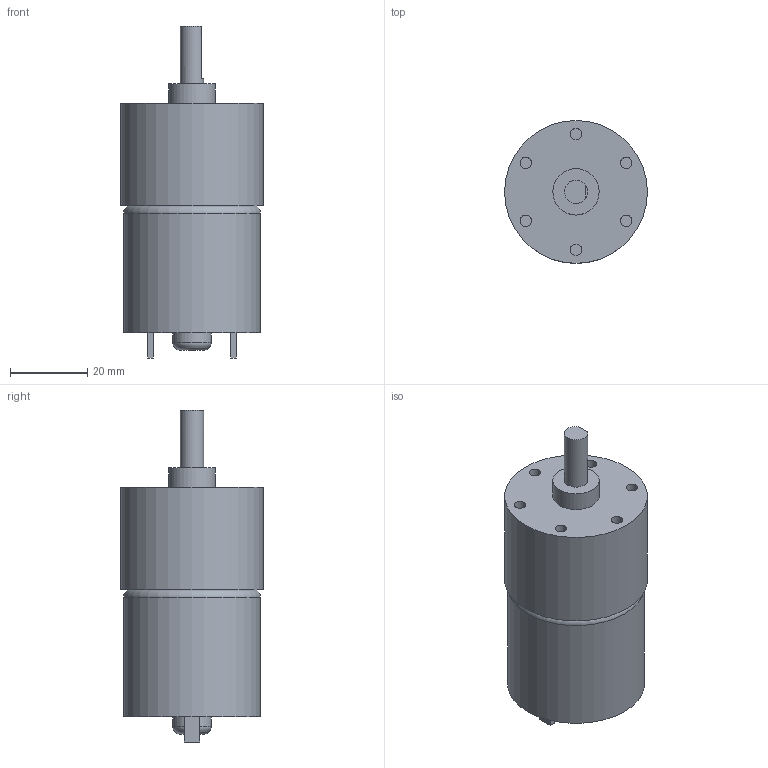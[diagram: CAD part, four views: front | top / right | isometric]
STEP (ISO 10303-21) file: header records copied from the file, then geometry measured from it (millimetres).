
FILE_DESCRIPTION(/* description */ (''),/* implementation_level */ '2;1');
FILE_NAME(/* name */ 'ZGA37RG DCMotor 12V 50RPM v1.step',/* time_stamp */ '2019-09-27T13:42:12+07:00',/* author */ (''),/* organization */ (''),/* preprocessor_version */ 'ST-DEVELOPER v18',/* originating_system */ 'Autodesk Translation Framework v8.6.0.1094',/* authorisation */ '');
FILE_SCHEMA (('AUTOMOTIVE_DESIGN { 1 0 10303 214 3 1 1 }'));
Length unit declared in the file: millimetre
Products named in the file (2): ZGA37RG DCMotor 12V 50RPM; Component1
Assembly tree (1 placements, depth 2):
  ZGA37RG DCMotor 12V 50RPM
    Component1
Bounding box: 37 x 37 x 86 mm (x, y, z)
Volume: 62020.2 mm3; surface area: 12082.9 mm2
Topology: 2 solids, 2 shells, 38 faces, 67 edges, 44 vertices
Faces by surface type: plane 25, cylinder 11, torus 2
Full cylindrical faces by diameter (mm): 3 x6, 6 x1, 10 x1, 12 x1, 35.5 x1, 37 x1
Entity records: 977 total; most frequent: DIRECTION 177, CARTESIAN_POINT 152, ORIENTED_EDGE 134, AXIS2_PLACEMENT_3D 69, EDGE_CURVE 67, EDGE_LOOP 49, VERTEX_POINT 44, LINE 39
